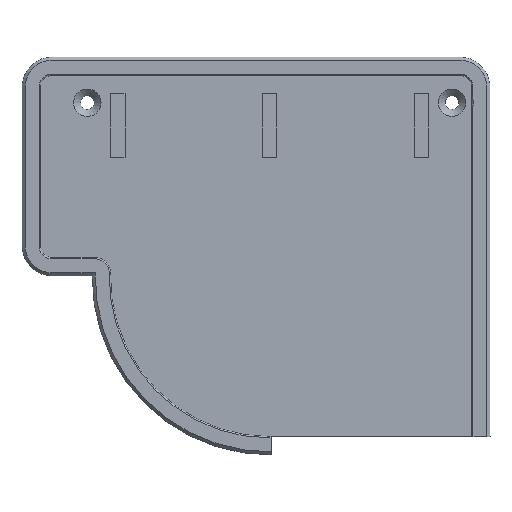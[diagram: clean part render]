
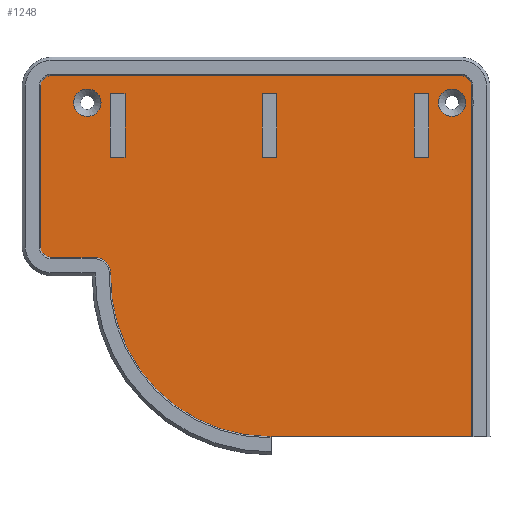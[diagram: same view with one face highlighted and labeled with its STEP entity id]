
A CAD part, left-side view. The second image highlights one B-rep face of the part: STEP entity #1248.
In plain terms, the highlighted planar face has unit normal (-1, 0, 0).
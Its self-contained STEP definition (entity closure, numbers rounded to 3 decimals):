
#17=FACE_BOUND('',#237,.T.);
#18=FACE_BOUND('',#238,.T.);
#19=FACE_BOUND('',#239,.T.);
#20=FACE_BOUND('',#240,.T.);
#21=FACE_BOUND('',#241,.T.);
#68=CIRCLE('',#1338,4.5);
#70=CIRCLE('',#1342,4.5);
#72=CIRCLE('',#1361,5.);
#73=CIRCLE('',#1363,52.4);
#74=CIRCLE('',#1366,4.);
#75=CIRCLE('',#1369,4.);
#76=CIRCLE('',#1372,4.);
#77=CIRCLE('',#1375,52.4);
#78=CIRCLE('',#1376,5.);
#162=FACE_OUTER_BOUND('',#236,.T.);
#236=EDGE_LOOP('',(#1092,#1093,#1094,#1095,#1096,#1097,#1098,#1099,#1100,
#1101,#1102,#1103));
#237=EDGE_LOOP('',(#1104));
#238=EDGE_LOOP('',(#1105));
#239=EDGE_LOOP('',(#1106,#1107,#1108,#1109));
#240=EDGE_LOOP('',(#1110,#1111,#1112,#1113));
#241=EDGE_LOOP('',(#1114,#1115,#1116,#1117));
#304=LINE('',#1916,#432);
#325=LINE('',#1988,#453);
#329=LINE('',#1996,#457);
#332=LINE('',#2002,#460);
#335=LINE('',#2007,#463);
#337=LINE('',#2013,#465);
#341=LINE('',#2021,#469);
#344=LINE('',#2027,#472);
#347=LINE('',#2032,#475);
#349=LINE('',#2038,#477);
#353=LINE('',#2046,#481);
#356=LINE('',#2052,#484);
#359=LINE('',#2057,#487);
#365=LINE('',#2073,#493);
#368=LINE('',#2081,#496);
#371=LINE('',#2089,#499);
#373=LINE('',#2095,#501);
#432=VECTOR('',#1544,10.);
#453=VECTOR('',#1617,10.);
#457=VECTOR('',#1623,10.);
#460=VECTOR('',#1628,10.);
#463=VECTOR('',#1633,10.);
#465=VECTOR('',#1639,10.);
#469=VECTOR('',#1645,10.);
#472=VECTOR('',#1650,10.);
#475=VECTOR('',#1655,10.);
#477=VECTOR('',#1661,10.);
#481=VECTOR('',#1667,10.);
#484=VECTOR('',#1672,10.);
#487=VECTOR('',#1677,10.);
#493=VECTOR('',#1695,10.);
#496=VECTOR('',#1704,10.);
#499=VECTOR('',#1713,10.);
#501=VECTOR('',#1721,10.);
#558=VERTEX_POINT('',#1913);
#559=VERTEX_POINT('',#1915);
#575=VERTEX_POINT('',#1970);
#577=VERTEX_POINT('',#1978);
#579=VERTEX_POINT('',#1986);
#580=VERTEX_POINT('',#1987);
#583=VERTEX_POINT('',#1995);
#585=VERTEX_POINT('',#2001);
#587=VERTEX_POINT('',#2011);
#588=VERTEX_POINT('',#2012);
#591=VERTEX_POINT('',#2020);
#593=VERTEX_POINT('',#2026);
#595=VERTEX_POINT('',#2036);
#596=VERTEX_POINT('',#2037);
#599=VERTEX_POINT('',#2045);
#601=VERTEX_POINT('',#2051);
#603=VERTEX_POINT('',#2061);
#604=VERTEX_POINT('',#2063);
#605=VERTEX_POINT('',#2067);
#606=VERTEX_POINT('',#2071);
#607=VERTEX_POINT('',#2075);
#608=VERTEX_POINT('',#2079);
#609=VERTEX_POINT('',#2083);
#610=VERTEX_POINT('',#2087);
#611=VERTEX_POINT('',#2091);
#612=VERTEX_POINT('',#2097);
#695=EDGE_CURVE('',#558,#559,#304,.T.);
#721=EDGE_CURVE('',#575,#575,#68,.T.);
#725=EDGE_CURVE('',#577,#577,#70,.T.);
#729=EDGE_CURVE('',#579,#580,#325,.T.);
#733=EDGE_CURVE('',#583,#579,#329,.T.);
#736=EDGE_CURVE('',#585,#583,#332,.T.);
#739=EDGE_CURVE('',#580,#585,#335,.T.);
#741=EDGE_CURVE('',#587,#588,#337,.T.);
#745=EDGE_CURVE('',#591,#587,#341,.T.);
#748=EDGE_CURVE('',#593,#591,#344,.T.);
#751=EDGE_CURVE('',#588,#593,#347,.T.);
#753=EDGE_CURVE('',#595,#596,#349,.T.);
#757=EDGE_CURVE('',#599,#595,#353,.T.);
#760=EDGE_CURVE('',#601,#599,#356,.T.);
#763=EDGE_CURVE('',#596,#601,#359,.T.);
#766=EDGE_CURVE('',#603,#604,#72,.T.);
#769=EDGE_CURVE('',#605,#603,#73,.T.);
#771=EDGE_CURVE('',#606,#558,#365,.T.);
#773=EDGE_CURVE('',#607,#606,#74,.T.);
#775=EDGE_CURVE('',#608,#607,#368,.T.);
#777=EDGE_CURVE('',#609,#608,#75,.T.);
#779=EDGE_CURVE('',#610,#609,#371,.T.);
#781=EDGE_CURVE('',#611,#610,#76,.T.);
#782=EDGE_CURVE('',#604,#611,#373,.T.);
#783=EDGE_CURVE('',#612,#605,#77,.T.);
#784=EDGE_CURVE('',#559,#612,#78,.T.);
#1092=ORIENTED_EDGE('',*,*,#695,.F.);
#1093=ORIENTED_EDGE('',*,*,#771,.F.);
#1094=ORIENTED_EDGE('',*,*,#773,.F.);
#1095=ORIENTED_EDGE('',*,*,#775,.F.);
#1096=ORIENTED_EDGE('',*,*,#777,.F.);
#1097=ORIENTED_EDGE('',*,*,#779,.F.);
#1098=ORIENTED_EDGE('',*,*,#781,.F.);
#1099=ORIENTED_EDGE('',*,*,#782,.F.);
#1100=ORIENTED_EDGE('',*,*,#766,.F.);
#1101=ORIENTED_EDGE('',*,*,#769,.F.);
#1102=ORIENTED_EDGE('',*,*,#783,.F.);
#1103=ORIENTED_EDGE('',*,*,#784,.F.);
#1104=ORIENTED_EDGE('',*,*,#721,.T.);
#1105=ORIENTED_EDGE('',*,*,#725,.T.);
#1106=ORIENTED_EDGE('',*,*,#729,.T.);
#1107=ORIENTED_EDGE('',*,*,#739,.T.);
#1108=ORIENTED_EDGE('',*,*,#736,.T.);
#1109=ORIENTED_EDGE('',*,*,#733,.T.);
#1110=ORIENTED_EDGE('',*,*,#741,.T.);
#1111=ORIENTED_EDGE('',*,*,#751,.T.);
#1112=ORIENTED_EDGE('',*,*,#748,.T.);
#1113=ORIENTED_EDGE('',*,*,#745,.T.);
#1114=ORIENTED_EDGE('',*,*,#753,.T.);
#1115=ORIENTED_EDGE('',*,*,#763,.T.);
#1116=ORIENTED_EDGE('',*,*,#760,.T.);
#1117=ORIENTED_EDGE('',*,*,#757,.T.);
#1178=PLANE('',#1374);
#1248=ADVANCED_FACE('',(#162,#17,#18,#19,#20,#21),#1178,.F.);
#1338=AXIS2_PLACEMENT_3D('',#1971,#1597,#1598);
#1342=AXIS2_PLACEMENT_3D('',#1979,#1607,#1608);
#1361=AXIS2_PLACEMENT_3D('',#2064,#1684,#1685);
#1363=AXIS2_PLACEMENT_3D('',#2069,#1690,#1691);
#1366=AXIS2_PLACEMENT_3D('',#2077,#1699,#1700);
#1369=AXIS2_PLACEMENT_3D('',#2085,#1708,#1709);
#1372=AXIS2_PLACEMENT_3D('',#2093,#1717,#1718);
#1374=AXIS2_PLACEMENT_3D('',#2096,#1722,#1723);
#1375=AXIS2_PLACEMENT_3D('',#2098,#1724,#1725);
#1376=AXIS2_PLACEMENT_3D('',#2099,#1726,#1727);
#1544=DIRECTION('',(0.,1.,0.));
#1597=DIRECTION('center_axis',(1.,0.,0.));
#1598=DIRECTION('ref_axis',(0.,-1.,0.));
#1607=DIRECTION('center_axis',(1.,0.,0.));
#1608=DIRECTION('ref_axis',(0.,-1.,0.));
#1617=DIRECTION('',(0.,0.,1.));
#1623=DIRECTION('',(0.,1.,0.));
#1628=DIRECTION('',(0.,0.,-1.));
#1633=DIRECTION('',(0.,-1.,0.));
#1639=DIRECTION('',(0.,0.,1.));
#1645=DIRECTION('',(0.,1.,0.));
#1650=DIRECTION('',(0.,0.,-1.));
#1655=DIRECTION('',(0.,-1.,0.));
#1661=DIRECTION('',(0.,0.,1.));
#1667=DIRECTION('',(0.,1.,0.));
#1672=DIRECTION('',(0.,0.,-1.));
#1677=DIRECTION('',(0.,-1.,0.));
#1684=DIRECTION('center_axis',(-1.,0.,0.));
#1685=DIRECTION('ref_axis',(0.,0.,1.));
#1690=DIRECTION('center_axis',(1.,0.,0.));
#1691=DIRECTION('ref_axis',(0.,-0.026,-1.));
#1695=DIRECTION('',(0.,0.,-1.));
#1699=DIRECTION('center_axis',(1.,0.,0.));
#1700=DIRECTION('ref_axis',(0.,0.,1.));
#1704=DIRECTION('',(0.,-1.,0.));
#1708=DIRECTION('center_axis',(1.,0.,0.));
#1709=DIRECTION('ref_axis',(0.,1.,0.));
#1713=DIRECTION('',(0.,0.,1.));
#1717=DIRECTION('center_axis',(1.,0.,0.));
#1718=DIRECTION('ref_axis',(0.,0.,-1.));
#1721=DIRECTION('',(0.,1.,0.));
#1722=DIRECTION('center_axis',(1.,0.,0.));
#1723=DIRECTION('ref_axis',(0.,1.,0.));
#1724=DIRECTION('center_axis',(1.,0.,0.));
#1725=DIRECTION('ref_axis',(0.,-0.026,-1.));
#1726=DIRECTION('center_axis',(-1.,0.,0.));
#1727=DIRECTION('ref_axis',(0.,0.026,1.));
#1913=CARTESIAN_POINT('',(2.5,-66.5,-52.4));
#1915=CARTESIAN_POINT('',(2.5,-1.942,-52.4));
#1916=CARTESIAN_POINT('',(2.5,-34.,-52.4));
#1970=CARTESIAN_POINT('',(2.5,64.5,57.5));
#1971=CARTESIAN_POINT('Origin',(2.5,60.,57.5));
#1978=CARTESIAN_POINT('',(2.5,-55.5,57.5));
#1979=CARTESIAN_POINT('Origin',(2.5,-60.,57.5));
#1986=CARTESIAN_POINT('',(2.5,52.4,39.5));
#1987=CARTESIAN_POINT('',(2.5,52.4,60.5));
#1988=CARTESIAN_POINT('',(2.5,52.4,17.5));
#1995=CARTESIAN_POINT('',(2.5,47.6,39.5));
#1996=CARTESIAN_POINT('',(2.5,26.05,39.5));
#2001=CARTESIAN_POINT('',(2.5,47.6,60.5));
#2002=CARTESIAN_POINT('',(2.5,47.6,28.));
#2007=CARTESIAN_POINT('',(2.5,28.45,60.5));
#2011=CARTESIAN_POINT('',(2.5,-47.6,39.5));
#2012=CARTESIAN_POINT('',(2.5,-47.6,60.5));
#2013=CARTESIAN_POINT('',(2.5,-47.6,17.5));
#2020=CARTESIAN_POINT('',(2.5,-52.4,39.5));
#2021=CARTESIAN_POINT('',(2.5,-23.95,39.5));
#2026=CARTESIAN_POINT('',(2.5,-52.4,60.5));
#2027=CARTESIAN_POINT('',(2.5,-52.4,28.));
#2032=CARTESIAN_POINT('',(2.5,-21.55,60.5));
#2036=CARTESIAN_POINT('',(2.5,2.4,39.5));
#2037=CARTESIAN_POINT('',(2.5,2.4,60.5));
#2038=CARTESIAN_POINT('',(2.5,2.4,17.5));
#2045=CARTESIAN_POINT('',(2.5,-2.4,39.5));
#2046=CARTESIAN_POINT('',(2.5,1.05,39.5));
#2051=CARTESIAN_POINT('',(2.5,-2.4,60.5));
#2052=CARTESIAN_POINT('',(2.5,-2.4,28.));
#2057=CARTESIAN_POINT('',(2.5,3.45,60.5));
#2061=CARTESIAN_POINT('',(2.5,52.382,1.369));
#2063=CARTESIAN_POINT('',(2.5,57.38,6.5));
#2064=CARTESIAN_POINT('Origin',(2.5,57.38,1.5));
#2067=CARTESIAN_POINT('',(2.5,0.,-52.4));
#2069=CARTESIAN_POINT('Origin',(2.5,0.,0.));
#2071=CARTESIAN_POINT('',(2.5,-66.5,62.5));
#2073=CARTESIAN_POINT('',(2.5,-66.5,-71.5));
#2075=CARTESIAN_POINT('',(2.5,-62.5,66.5));
#2077=CARTESIAN_POINT('Origin',(2.5,-62.5,62.5));
#2079=CARTESIAN_POINT('',(2.5,71.5,66.5));
#2081=CARTESIAN_POINT('',(2.5,-62.5,66.5));
#2083=CARTESIAN_POINT('',(2.5,75.5,62.5));
#2085=CARTESIAN_POINT('Origin',(2.5,71.5,62.5));
#2087=CARTESIAN_POINT('',(2.5,75.5,10.5));
#2089=CARTESIAN_POINT('',(2.5,75.5,62.5));
#2091=CARTESIAN_POINT('',(2.5,71.5,6.5));
#2093=CARTESIAN_POINT('Origin',(2.5,71.5,10.5));
#2095=CARTESIAN_POINT('',(2.5,57.38,6.5));
#2096=CARTESIAN_POINT('Origin',(2.5,4.5,-4.5));
#2097=CARTESIAN_POINT('',(2.5,-1.369,-52.382));
#2098=CARTESIAN_POINT('Origin',(2.5,0.,0.));
#2099=CARTESIAN_POINT('Origin',(2.5,-1.5,-57.38));
